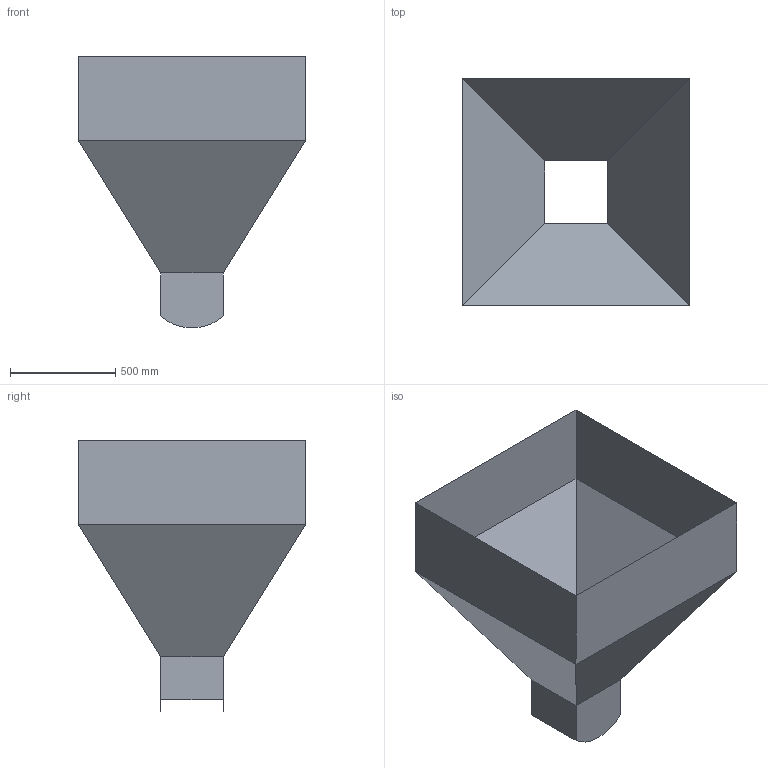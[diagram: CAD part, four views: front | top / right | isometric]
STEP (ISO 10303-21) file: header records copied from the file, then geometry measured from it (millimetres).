
FILE_DESCRIPTION((''),'2;1');
FILE_NAME('trichter.stp','2013-01-25T14:51:35',('ILMer'),(''),'Autodesk Inventor 2011','Autodesk Inventor 2011','');
FILE_SCHEMA(('AUTOMOTIVE_DESIGN { 1 0 10303 214 1 1 1 1 }'));
Length unit declared in the file: millimetre
Products named in the file (1): trichter
Bounding box: 1080 x 1080 x 1290.62 mm (x, y, z)
Surface area: 8079530.7 mm2 (no closed solid volume)
Topology: 0 solids, 2 shells, 24 faces, 56 edges, 32 vertices
Faces by surface type: plane 24
Entity records: 701 total; most frequent: CARTESIAN_POINT 113, DIRECTION 110, ORIENTED_EDGE 96, EDGE_CURVE 56, VECTOR 52, LINE 52, VERTEX_POINT 32, AXIS2_PLACEMENT_3D 29
